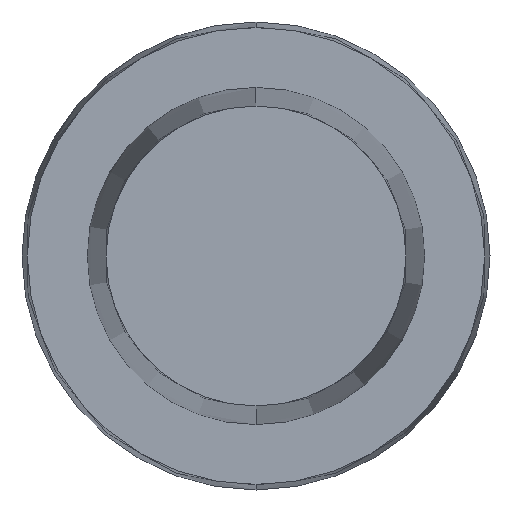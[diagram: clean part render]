
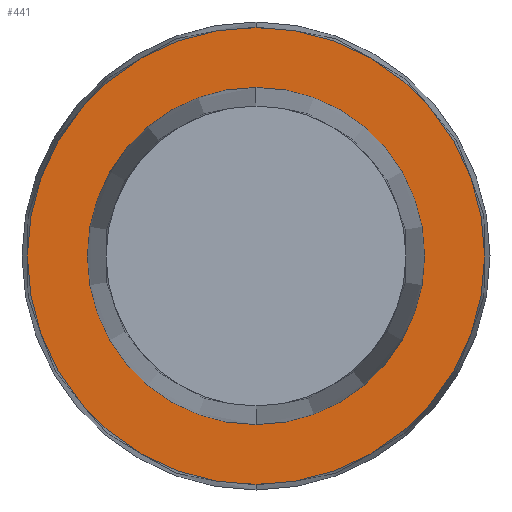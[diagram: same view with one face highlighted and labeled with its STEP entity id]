
A CAD part, front view. The second image highlights one B-rep face of the part: STEP entity #441.
In plain terms, the highlighted planar face has unit normal (0, -1, 0).
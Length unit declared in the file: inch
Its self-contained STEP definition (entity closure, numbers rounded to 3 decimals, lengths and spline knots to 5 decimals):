
#24 = CARTESIAN_POINT ( 'NONE',  ( 0., 0., 0. ) ) ;
#47 = ORIENTED_EDGE ( 'NONE', *, *, #139, .F. ) ;
#85 = CIRCLE ( 'NONE', #428, 0.05512 ) ;
#116 = DIRECTION ( 'NONE',  ( 0., 1., 0. ) ) ;
#118 = VERTEX_POINT ( 'NONE', #947 ) ;
#139 = EDGE_CURVE ( 'NONE', #349, #203, #85, .T. ) ;
#165 = AXIS2_PLACEMENT_3D ( 'NONE', #24, #895, #239 ) ;
#166 = ORIENTED_EDGE ( 'NONE', *, *, #668, .F. ) ;
#181 = AXIS2_PLACEMENT_3D ( 'NONE', #647, #116, #434 ) ;
#196 = CIRCLE ( 'NONE', #855, 0.07475 ) ;
#203 = VERTEX_POINT ( 'NONE', #884 ) ;
#223 = CARTESIAN_POINT ( 'NONE',  ( 0., 0., 0. ) ) ;
#229 = EDGE_CURVE ( 'NONE', #203, #349, #657, .T. ) ;
#239 = DIRECTION ( 'NONE',  ( 0., 0., -1. ) ) ;
#240 = ORIENTED_EDGE ( 'NONE', *, *, #229, .F. ) ;
#245 = DIRECTION ( 'NONE',  ( 0., 0., -1. ) ) ;
#271 = ORIENTED_EDGE ( 'NONE', *, *, #448, .F. ) ;
#288 = CARTESIAN_POINT ( 'NONE',  ( 0., 0., 0. ) ) ;
#317 = FACE_OUTER_BOUND ( 'NONE', #883, .T. ) ;
#349 = VERTEX_POINT ( 'NONE', #866 ) ;
#375 = VERTEX_POINT ( 'NONE', #642 ) ;
#428 = AXIS2_PLACEMENT_3D ( 'NONE', #288, #774, #588 ) ;
#429 = CIRCLE ( 'NONE', #181, 0.07475 ) ;
#434 = DIRECTION ( 'NONE',  ( 0., 0., -1. ) ) ;
#441 = ADVANCED_FACE ( 'NONE', ( #601, #317 ), #609, .T. ) ;
#448 = EDGE_CURVE ( 'NONE', #375, #118, #196, .T. ) ;
#531 = CARTESIAN_POINT ( 'NONE',  ( 0., 0., 0. ) ) ;
#536 = DIRECTION ( 'NONE',  ( 0., 1., 0. ) ) ;
#588 = DIRECTION ( 'NONE',  ( 0., 0., -1. ) ) ;
#601 = FACE_BOUND ( 'NONE', #768, .T. ) ;
#609 = PLANE ( 'NONE',  #165 ) ;
#642 = CARTESIAN_POINT ( 'NONE',  ( 0., 0., 0.07475 ) ) ;
#647 = CARTESIAN_POINT ( 'NONE',  ( 0., 0., 0. ) ) ;
#657 = CIRCLE ( 'NONE', #672, 0.05512 ) ;
#668 = EDGE_CURVE ( 'NONE', #118, #375, #429, .T. ) ;
#672 = AXIS2_PLACEMENT_3D ( 'NONE', #223, #806, #813 ) ;
#768 = EDGE_LOOP ( 'NONE', ( #47, #240 ) ) ;
#774 = DIRECTION ( 'NONE',  ( 0., -1., 0. ) ) ;
#806 = DIRECTION ( 'NONE',  ( 0., -1., 0. ) ) ;
#813 = DIRECTION ( 'NONE',  ( 0., 0., -1. ) ) ;
#855 = AXIS2_PLACEMENT_3D ( 'NONE', #531, #536, #245 ) ;
#866 = CARTESIAN_POINT ( 'NONE',  ( 0., 0., -0.05512 ) ) ;
#883 = EDGE_LOOP ( 'NONE', ( #271, #166 ) ) ;
#884 = CARTESIAN_POINT ( 'NONE',  ( 0., 0., 0.05512 ) ) ;
#895 = DIRECTION ( 'NONE',  ( 0., -1., 0. ) ) ;
#947 = CARTESIAN_POINT ( 'NONE',  ( 0., 0., -0.07475 ) ) ;
